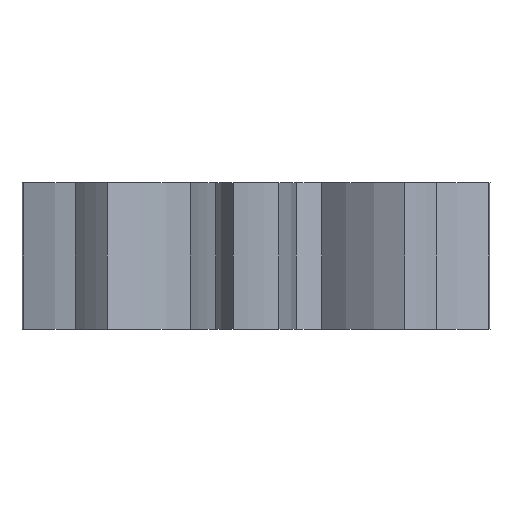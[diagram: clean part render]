
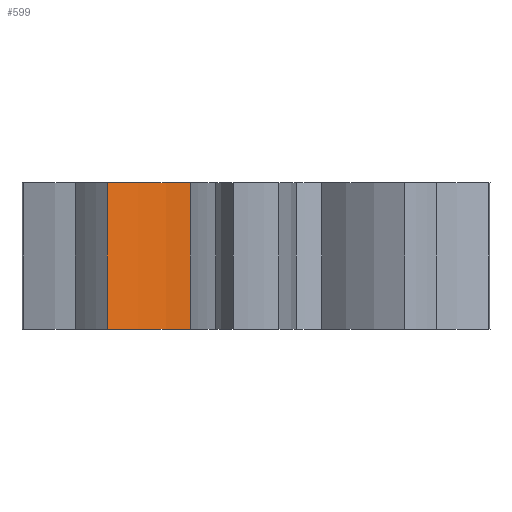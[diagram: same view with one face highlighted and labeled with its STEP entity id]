
A CAD part, left-side view. The second image highlights one B-rep face of the part: STEP entity #599.
In plain terms, the highlighted cylindrical face has radius 8.05 mm (diameter 16.101 mm), a partial arc.
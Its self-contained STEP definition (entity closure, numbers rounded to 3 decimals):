
#19=FACE_OUTER_BOUND('',#53,.T.);
#53=EDGE_LOOP('',(#381,#382,#383,#384));
#85=LINE('',#988,#117);
#88=LINE('',#1002,#120);
#117=VECTOR('',#758,10.);
#120=VECTOR('',#773,10.);
#153=CIRCLE('',#661,8.05);
#154=CIRCLE('',#662,8.05);
#213=VERTEX_POINT('',#984);
#215=VERTEX_POINT('',#987);
#219=VERTEX_POINT('',#999);
#220=VERTEX_POINT('',#1001);
#278=EDGE_CURVE('',#215,#213,#85,.T.);
#284=EDGE_CURVE('',#219,#213,#153,.T.);
#285=EDGE_CURVE('',#220,#219,#88,.T.);
#286=EDGE_CURVE('',#215,#220,#154,.T.);
#381=ORIENTED_EDGE('',*,*,#284,.F.);
#382=ORIENTED_EDGE('',*,*,#285,.F.);
#383=ORIENTED_EDGE('',*,*,#286,.F.);
#384=ORIENTED_EDGE('',*,*,#278,.T.);
#567=CYLINDRICAL_SURFACE('',#660,8.05);
#599=ADVANCED_FACE('',(#19),#567,.T.);
#660=AXIS2_PLACEMENT_3D('',#998,#769,#770);
#661=AXIS2_PLACEMENT_3D('',#1000,#771,#772);
#662=AXIS2_PLACEMENT_3D('',#1003,#774,#775);
#758=DIRECTION('',(0.,0.,1.));
#769=DIRECTION('center_axis',(0.,0.,1.));
#770=DIRECTION('ref_axis',(-0.644,-0.765,0.));
#771=DIRECTION('center_axis',(0.,0.,1.));
#772=DIRECTION('ref_axis',(-0.644,-0.765,0.));
#773=DIRECTION('',(0.,0.,1.));
#774=DIRECTION('center_axis',(0.,0.,-1.));
#775=DIRECTION('ref_axis',(-0.644,-0.765,0.));
#984=CARTESIAN_POINT('',(-5.03,2.689,6.));
#987=CARTESIAN_POINT('',(-5.03,2.689,0.));
#988=CARTESIAN_POINT('',(-5.03,2.689,0.));
#998=CARTESIAN_POINT('Origin',(0.157,8.845,0.));
#999=CARTESIAN_POINT('',(-7.402,6.074,6.));
#1000=CARTESIAN_POINT('Origin',(0.157,8.845,6.));
#1001=CARTESIAN_POINT('',(-7.402,6.074,0.));
#1002=CARTESIAN_POINT('',(-7.402,6.074,0.));
#1003=CARTESIAN_POINT('Origin',(0.157,8.845,0.));
